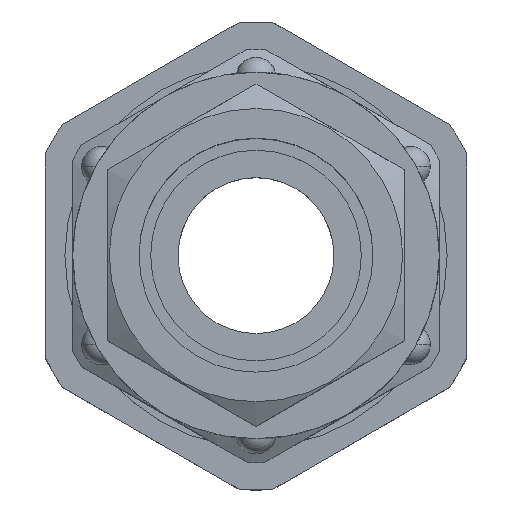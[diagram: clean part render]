
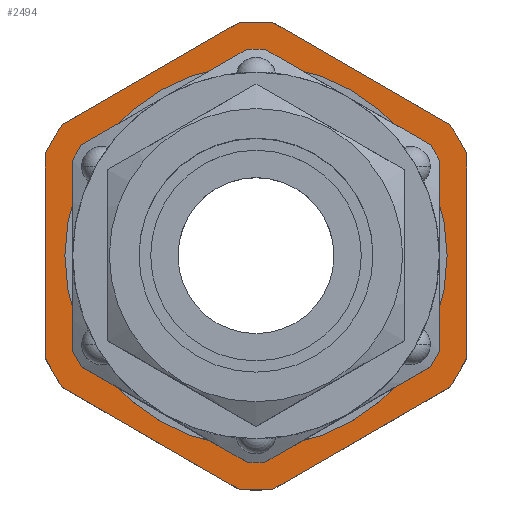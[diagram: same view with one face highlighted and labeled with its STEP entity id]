
A CAD part, top view. The second image highlights one B-rep face of the part: STEP entity #2494.
In plain terms, the highlighted planar face has unit normal (0, 0, 1).
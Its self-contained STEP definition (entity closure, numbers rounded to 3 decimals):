
#17 = AXIS2_PLACEMENT_3D ( 'NONE', #1250, #5794, #1931 ) ;
#142 = VERTEX_POINT ( 'NONE', #1726 ) ;
#144 = DIRECTION ( 'NONE',  ( -1., 0., 0. ) ) ;
#249 = CARTESIAN_POINT ( 'NONE',  ( -13.5, 6.538, -1.2 ) ) ;
#308 = CARTESIAN_POINT ( 'NONE',  ( -13.245, -7.941, -1.2 ) ) ;
#370 = CARTESIAN_POINT ( 'NONE',  ( 0., 0., -1.2 ) ) ;
#399 = VERTEX_POINT ( 'NONE', #6454 ) ;
#634 = VERTEX_POINT ( 'NONE', #3180 ) ;
#659 = CARTESIAN_POINT ( 'NONE',  ( 13.5, 6.538, -1.2 ) ) ;
#702 = LINE ( 'NONE', #1324, #2252 ) ;
#705 = ORIENTED_EDGE ( 'NONE', *, *, #5759, .T. ) ;
#747 = ORIENTED_EDGE ( 'NONE', *, *, #8139, .T. ) ;
#752 = ORIENTED_EDGE ( 'NONE', *, *, #8087, .F. ) ;
#808 = ORIENTED_EDGE ( 'NONE', *, *, #5239, .F. ) ;
#813 = ORIENTED_EDGE ( 'NONE', *, *, #4724, .F. ) ;
#830 = VERTEX_POINT ( 'NONE', #659 ) ;
#861 = ORIENTED_EDGE ( 'NONE', *, *, #7027, .F. ) ;
#869 = ORIENTED_EDGE ( 'NONE', *, *, #4703, .F. ) ;
#873 = FACE_BOUND ( 'NONE', #4090, .T. ) ;
#949 = ORIENTED_EDGE ( 'NONE', *, *, #5723, .F. ) ;
#957 = ORIENTED_EDGE ( 'NONE', *, *, #8021, .F. ) ;
#970 = AXIS2_PLACEMENT_3D ( 'NONE', #4867, #6107, #2272 ) ;
#1007 = DIRECTION ( 'NONE',  ( -1., 0., 0. ) ) ;
#1025 = ORIENTED_EDGE ( 'NONE', *, *, #7278, .F. ) ;
#1054 = VERTEX_POINT ( 'NONE', #5077 ) ;
#1076 = ORIENTED_EDGE ( 'NONE', *, *, #7595, .F. ) ;
#1097 = ORIENTED_EDGE ( 'NONE', *, *, #5201, .F. ) ;
#1151 = ORIENTED_EDGE ( 'NONE', *, *, #6969, .F. ) ;
#1159 = ORIENTED_EDGE ( 'NONE', *, *, #7289, .F. ) ;
#1166 = VERTEX_POINT ( 'NONE', #2986 ) ;
#1250 = CARTESIAN_POINT ( 'NONE',  ( 0., 0., -1.2 ) ) ;
#1281 = LINE ( 'NONE', #2894, #4584 ) ;
#1324 = CARTESIAN_POINT ( 'NONE',  ( -13.5, 15., -1.2 ) ) ;
#1392 = LINE ( 'NONE', #308, #6359 ) ;
#1433 = VERTEX_POINT ( 'NONE', #6030 ) ;
#1692 = CARTESIAN_POINT ( 'NONE',  ( 0., 0., -1.2 ) ) ;
#1713 = CIRCLE ( 'NONE', #17, 15. ) ;
#1726 = CARTESIAN_POINT ( 'NONE',  ( 1.088, -14.961, -1.2 ) ) ;
#1727 = CARTESIAN_POINT ( 'NONE',  ( 0., 0., -1.2 ) ) ;
#1733 = LINE ( 'NONE', #5786, #6259 ) ;
#1902 = CARTESIAN_POINT ( 'NONE',  ( 0., 0., -1.2 ) ) ;
#1914 = VERTEX_POINT ( 'NONE', #6517 ) ;
#1931 = DIRECTION ( 'NONE',  ( -1., 0., 0. ) ) ;
#2021 = VERTEX_POINT ( 'NONE', #249 ) ;
#2117 = CIRCLE ( 'NONE', #6358, 15. ) ;
#2252 = VECTOR ( 'NONE', #5869, 1000. ) ;
#2272 = DIRECTION ( 'NONE',  ( -1., 0., 0. ) ) ;
#2358 = CIRCLE ( 'NONE', #7691, 15. ) ;
#2364 = DIRECTION ( 'NONE',  ( -1., 0., 0. ) ) ;
#2391 = DIRECTION ( 'NONE',  ( -1., 0., 0. ) ) ;
#2445 = FACE_OUTER_BOUND ( 'NONE', #3384, .T. ) ;
#2494 = ADVANCED_FACE ( 'NONE', ( #873, #2445 ), #5663, .F. ) ;
#2571 = DIRECTION ( 'NONE',  ( -1., 0., 0. ) ) ;
#2648 = CIRCLE ( 'NONE', #7839, 15. ) ;
#2779 = CARTESIAN_POINT ( 'NONE',  ( 0., 0., -1.2 ) ) ;
#2894 = CARTESIAN_POINT ( 'NONE',  ( 13.5, 15., -1.2 ) ) ;
#2928 = CARTESIAN_POINT ( 'NONE',  ( 13.245, -7.941, -1.2 ) ) ;
#2951 = CIRCLE ( 'NONE', #7169, 10.15 ) ;
#2986 = CARTESIAN_POINT ( 'NONE',  ( 1.088, 14.961, -1.2 ) ) ;
#3180 = CARTESIAN_POINT ( 'NONE',  ( 13.5, -6.538, -1.2 ) ) ;
#3364 = LINE ( 'NONE', #6070, #6536 ) ;
#3370 = CIRCLE ( 'NONE', #7797, 15. ) ;
#3384 = EDGE_LOOP ( 'NONE', ( #752, #808, #813, #861, #869, #949, #957, #1025, #1076, #1097, #1151, #1159 ) ) ;
#3435 = CARTESIAN_POINT ( 'NONE',  ( 0., 0., -1.2 ) ) ;
#3464 = DIRECTION ( 'NONE',  ( -1., 0., 0. ) ) ;
#3564 = CIRCLE ( 'NONE', #4761, 10.15 ) ;
#3618 = DIRECTION ( 'NONE',  ( -0.866, -0.5, 0. ) ) ;
#3793 = CIRCLE ( 'NONE', #5333, 15. ) ;
#4090 = EDGE_LOOP ( 'NONE', ( #705, #747 ) ) ;
#4094 = DIRECTION ( 'NONE',  ( 0., 0., -1. ) ) ;
#4108 = DIRECTION ( 'NONE',  ( -1., 0., 0. ) ) ;
#4279 = VERTEX_POINT ( 'NONE', #4768 ) ;
#4404 = VECTOR ( 'NONE', #3618, 1000. ) ;
#4584 = VECTOR ( 'NONE', #7911, 1000. ) ;
#4703 = EDGE_CURVE ( 'NONE', #830, #634, #1281, .T. ) ;
#4724 = EDGE_CURVE ( 'NONE', #399, #142, #6440, .T. ) ;
#4761 = AXIS2_PLACEMENT_3D ( 'NONE', #2779, #7255, #3464 ) ;
#4768 = CARTESIAN_POINT ( 'NONE',  ( -10.15, 0., -1.2 ) ) ;
#4858 = DIRECTION ( 'NONE',  ( 0.866, -0.5, 0. ) ) ;
#4867 = CARTESIAN_POINT ( 'NONE',  ( 0., 15., -1.2 ) ) ;
#4946 = DIRECTION ( 'NONE',  ( 0., 0., -1. ) ) ;
#5077 = CARTESIAN_POINT ( 'NONE',  ( 12.412, 8.422, -1.2 ) ) ;
#5165 = VERTEX_POINT ( 'NONE', #5671 ) ;
#5201 = EDGE_CURVE ( 'NONE', #2021, #1914, #2117, .T. ) ;
#5239 = EDGE_CURVE ( 'NONE', #142, #6151, #1713, .T. ) ;
#5333 = AXIS2_PLACEMENT_3D ( 'NONE', #3435, #7853, #4108 ) ;
#5663 = PLANE ( 'NONE',  #970 ) ;
#5671 = CARTESIAN_POINT ( 'NONE',  ( 10.15, 0., -1.2 ) ) ;
#5723 = EDGE_CURVE ( 'NONE', #1054, #830, #3793, .T. ) ;
#5751 = CARTESIAN_POINT ( 'NONE',  ( -1.088, -14.961, -1.2 ) ) ;
#5759 = EDGE_CURVE ( 'NONE', #4279, #5165, #3564, .T. ) ;
#5786 = CARTESIAN_POINT ( 'NONE',  ( -0.255, 15.441, -1.2 ) ) ;
#5794 = DIRECTION ( 'NONE',  ( 0., 0., -1. ) ) ;
#5869 = DIRECTION ( 'NONE',  ( 0., 1., 0. ) ) ;
#6030 = CARTESIAN_POINT ( 'NONE',  ( -1.088, 14.961, -1.2 ) ) ;
#6070 = CARTESIAN_POINT ( 'NONE',  ( 0.255, 15.441, -1.2 ) ) ;
#6107 = DIRECTION ( 'NONE',  ( 0., 0., -1. ) ) ;
#6133 = DIRECTION ( 'NONE',  ( -0.866, 0.5, 0. ) ) ;
#6151 = VERTEX_POINT ( 'NONE', #5751 ) ;
#6192 = DIRECTION ( 'NONE',  ( 0., 0., -1. ) ) ;
#6222 = DIRECTION ( 'NONE',  ( 0., 0., -1. ) ) ;
#6259 = VECTOR ( 'NONE', #6411, 1000. ) ;
#6327 = VERTEX_POINT ( 'NONE', #6495 ) ;
#6358 = AXIS2_PLACEMENT_3D ( 'NONE', #1902, #6396, #2571 ) ;
#6359 = VECTOR ( 'NONE', #6133, 1000. ) ;
#6396 = DIRECTION ( 'NONE',  ( 0., 0., -1. ) ) ;
#6411 = DIRECTION ( 'NONE',  ( 0.866, 0.5, 0. ) ) ;
#6440 = LINE ( 'NONE', #2928, #4404 ) ;
#6454 = CARTESIAN_POINT ( 'NONE',  ( 12.412, -8.422, -1.2 ) ) ;
#6495 = CARTESIAN_POINT ( 'NONE',  ( -13.5, -6.538, -1.2 ) ) ;
#6517 = CARTESIAN_POINT ( 'NONE',  ( -12.412, 8.422, -1.2 ) ) ;
#6536 = VECTOR ( 'NONE', #4858, 1000. ) ;
#6780 = VERTEX_POINT ( 'NONE', #8225 ) ;
#6969 = EDGE_CURVE ( 'NONE', #6327, #2021, #702, .T. ) ;
#7027 = EDGE_CURVE ( 'NONE', #634, #399, #2648, .T. ) ;
#7169 = AXIS2_PLACEMENT_3D ( 'NONE', #370, #4946, #1007 ) ;
#7255 = DIRECTION ( 'NONE',  ( 0., 0., -1. ) ) ;
#7278 = EDGE_CURVE ( 'NONE', #1433, #1166, #3370, .T. ) ;
#7289 = EDGE_CURVE ( 'NONE', #6780, #6327, #2358, .T. ) ;
#7595 = EDGE_CURVE ( 'NONE', #1914, #1433, #1733, .T. ) ;
#7691 = AXIS2_PLACEMENT_3D ( 'NONE', #1727, #6222, #2391 ) ;
#7797 = AXIS2_PLACEMENT_3D ( 'NONE', #1692, #6192, #2364 ) ;
#7839 = AXIS2_PLACEMENT_3D ( 'NONE', #7842, #4094, #144 ) ;
#7842 = CARTESIAN_POINT ( 'NONE',  ( 0., 0., -1.2 ) ) ;
#7853 = DIRECTION ( 'NONE',  ( 0., 0., -1. ) ) ;
#7911 = DIRECTION ( 'NONE',  ( 0., -1., 0. ) ) ;
#8021 = EDGE_CURVE ( 'NONE', #1166, #1054, #3364, .T. ) ;
#8087 = EDGE_CURVE ( 'NONE', #6151, #6780, #1392, .T. ) ;
#8139 = EDGE_CURVE ( 'NONE', #5165, #4279, #2951, .T. ) ;
#8225 = CARTESIAN_POINT ( 'NONE',  ( -12.412, -8.422, -1.2 ) ) ;
